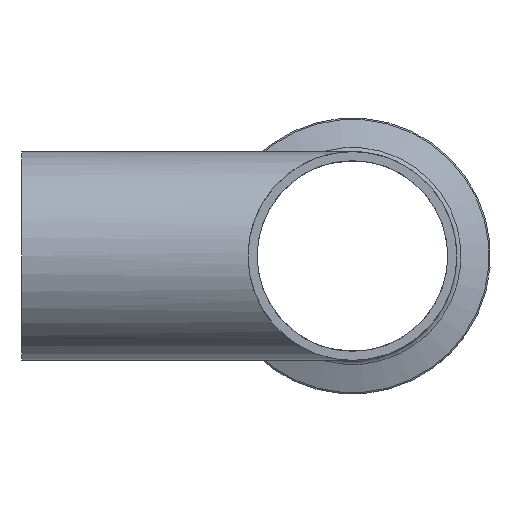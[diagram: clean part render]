
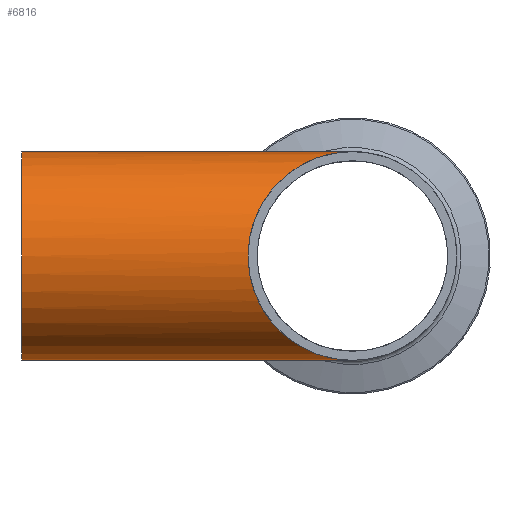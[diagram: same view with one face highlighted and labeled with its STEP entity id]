
A CAD part, left-side view. The second image highlights one B-rep face of the part: STEP entity #6816.
In plain terms, the highlighted cylindrical face has radius 19.05 mm (diameter 38.1 mm), a full revolution.
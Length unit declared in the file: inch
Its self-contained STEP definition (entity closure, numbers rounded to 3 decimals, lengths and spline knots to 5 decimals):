
#83=ELLIPSE('',#7180,1.06066,0.75);
#84=ELLIPSE('',#7181,1.06066,0.75);
#143=FACE_BOUND('',#1283,.T.);
#851=FACE_OUTER_BOUND('',#1282,.T.);
#1282=EDGE_LOOP('',(#6342,#6343));
#1283=EDGE_LOOP('',(#6344));
#2363=CIRCLE('',#7232,0.75);
#3342=VERTEX_POINT('',#14768);
#3343=VERTEX_POINT('',#14769);
#3367=VERTEX_POINT('',#14845);
#4339=EDGE_CURVE('',#3342,#3343,#83,.T.);
#4340=EDGE_CURVE('',#3343,#3342,#84,.T.);
#4364=EDGE_CURVE('',#3367,#3367,#2363,.T.);
#6342=ORIENTED_EDGE('',*,*,#4340,.F.);
#6343=ORIENTED_EDGE('',*,*,#4339,.F.);
#6344=ORIENTED_EDGE('',*,*,#4364,.T.);
#6397=CYLINDRICAL_SURFACE('',#7231,0.75);
#6816=ADVANCED_FACE('',(#851,#143),#6397,.T.);
#7180=AXIS2_PLACEMENT_3D('',#14770,#8419,#8420);
#7181=AXIS2_PLACEMENT_3D('',#14771,#8421,#8422);
#7231=AXIS2_PLACEMENT_3D('',#14844,#8521,#8522);
#7232=AXIS2_PLACEMENT_3D('',#14846,#8523,#8524);
#8419=DIRECTION('center_axis',(0.707,-0.707,0.));
#8420=DIRECTION('ref_axis',(-0.707,-0.707,0.));
#8421=DIRECTION('center_axis',(-0.707,-0.707,0.));
#8422=DIRECTION('ref_axis',(-0.707,0.707,0.));
#8521=DIRECTION('center_axis',(0.,1.,0.));
#8522=DIRECTION('ref_axis',(-1.,0.,0.));
#8523=DIRECTION('center_axis',(0.,-1.,0.));
#8524=DIRECTION('ref_axis',(-1.,0.,0.));
#14768=CARTESIAN_POINT('',(0.,0.,
-0.75));
#14769=CARTESIAN_POINT('',(0.,0.,
0.75));
#14770=CARTESIAN_POINT('Origin',(0.,0.,
0.));
#14771=CARTESIAN_POINT('Origin',(0.,0.,
0.));
#14844=CARTESIAN_POINT('Origin',(0.,0.,
0.));
#14845=CARTESIAN_POINT('',(0.75,2.375,0.));
#14846=CARTESIAN_POINT('Origin',(0.,2.375,0.));
